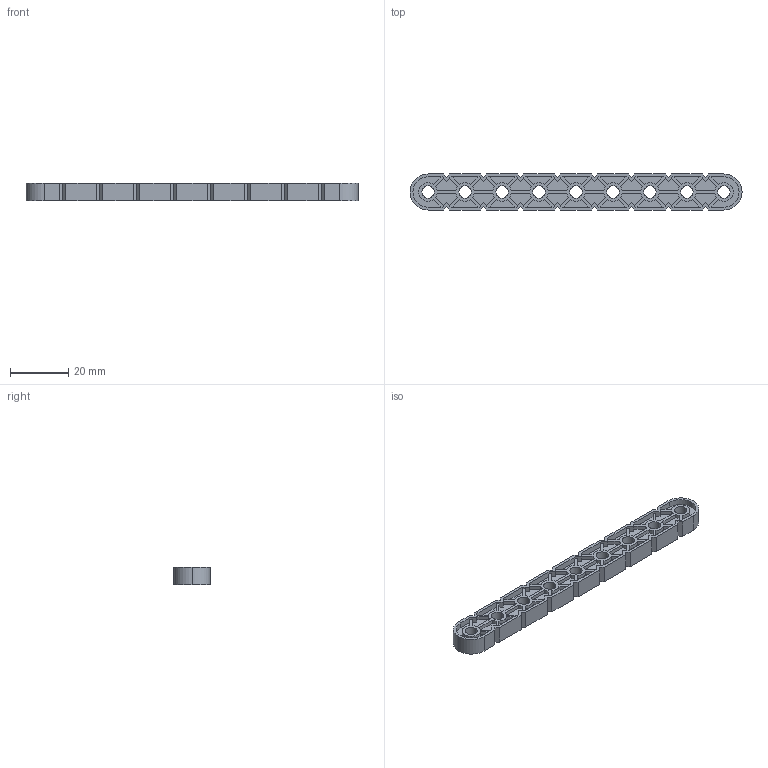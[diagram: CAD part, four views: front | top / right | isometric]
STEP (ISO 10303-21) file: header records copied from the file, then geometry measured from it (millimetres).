
FILE_DESCRIPTION (( 'STEP AP214' ), '1' );
FILE_NAME ('228-2500-008.STEP', '2015-06-26T22:59:20', ( '' ), ( '' ), 'SwSTEP 2.0', 'SolidWorks 2015', '' );
FILE_SCHEMA (( 'AUTOMOTIVE_DESIGN' ));
Length unit declared in the file: millimetre
Products named in the file (1): 228-2500-008
Bounding box: 114 x 12.4 x 6.1 mm (x, y, z)
Volume: 4387.1 mm3; surface area: 6776.3 mm2
Topology: 1 solids, 1 shells, 508 faces, 1512 edges, 1008 vertices
Faces by surface type: plane 378, cylinder 130
Entity records: 17006 total; most frequent: CARTESIAN_POINT 3029, ORIENTED_EDGE 3024, DIRECTION 2790, EDGE_CURVE 1512, VECTOR 1252, LINE 1252, VERTEX_POINT 1008, AXIS2_PLACEMENT_3D 769
